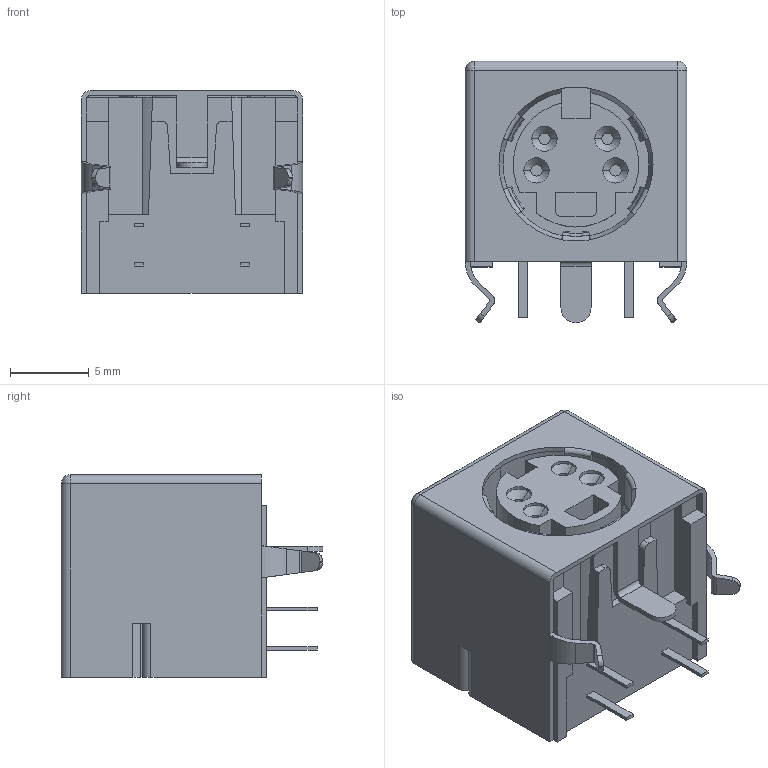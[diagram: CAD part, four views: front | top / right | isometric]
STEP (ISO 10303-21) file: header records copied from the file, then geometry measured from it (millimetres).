
FILE_DESCRIPTION((''),'2;1');
FILE_NAME('C-5749181-1','2019-01-16T04:14:29',('workeradm'),('TE Connectivity Ltd.'),'CREO PARAMETRIC BY PTC INC, 2018190','CREO PARAMETRIC BY PTC INC, 2018190','');
FILE_SCHEMA(('AUTOMOTIVE_DESIGN { 1 0 10303 214 1 1 1 1 }'));
Length unit declared in the file: millimetre
Products named in the file (1): C-5749181-1
Bounding box: 14.03 x 16.56 x 12.83 mm (x, y, z)
Volume: 1989.5 mm3; surface area: 1884.5 mm2
Topology: 1 solids, 1 shells, 256 faces, 684 edges, 440 vertices
Faces by surface type: plane 128, cylinder 82, torus 25, cone 19, sphere 2
Entity records: 8071 total; most frequent: CARTESIAN_POINT 1502, DIRECTION 1385, ORIENTED_EDGE 1368, EDGE_CURVE 684, AXIS2_PLACEMENT_3D 475, VERTEX_POINT 440, VECTOR 435, LINE 435
